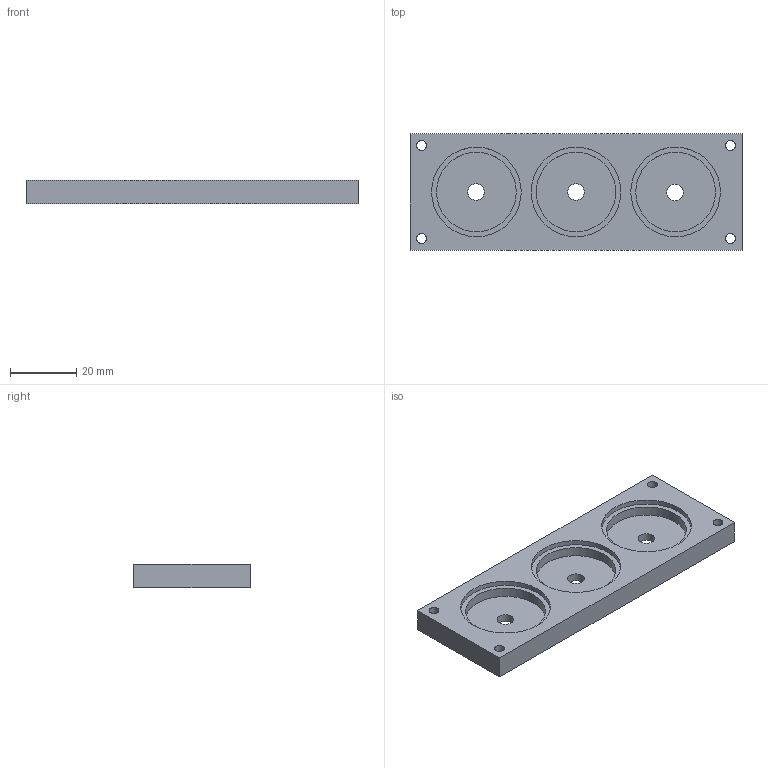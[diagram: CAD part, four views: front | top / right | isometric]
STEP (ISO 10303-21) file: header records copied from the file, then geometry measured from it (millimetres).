
FILE_DESCRIPTION(('FreeCAD Model'),'2;1');
FILE_NAME( 'hydrauliquepart3.step', '2019-04-26T21:28:54',('Author'),(''), 'Open CASCADE STEP processor 7.2','FreeCAD','Unknown');
FILE_SCHEMA(('AUTOMOTIVE_DESIGN { 1 0 10303 214 1 1 1 1 }'));
Length unit declared in the file: millimetre
Products named in the file (1): Pocket005
Bounding box: 100 x 35 x 7 mm (x, y, z)
Volume: 17506.8 mm3; surface area: 10157.6 mm2
Topology: 1 solids, 1 shells, 25 faces, 51 edges, 34 vertices
Faces by surface type: cylinder 13, plane 12
Full cylindrical faces by diameter (mm): 3 x4, 5 x3, 24 x3, 27 x3
Entity records: 1425 total; most frequent: CARTESIAN_POINT 297, DIRECTION 217, ORIENTED_EDGE 102, PCURVE 102, DEFINITIONAL_REPRESENTATION 102, LINE 101, VECTOR 101, AXIS2_PLACEMENT_3D 52
